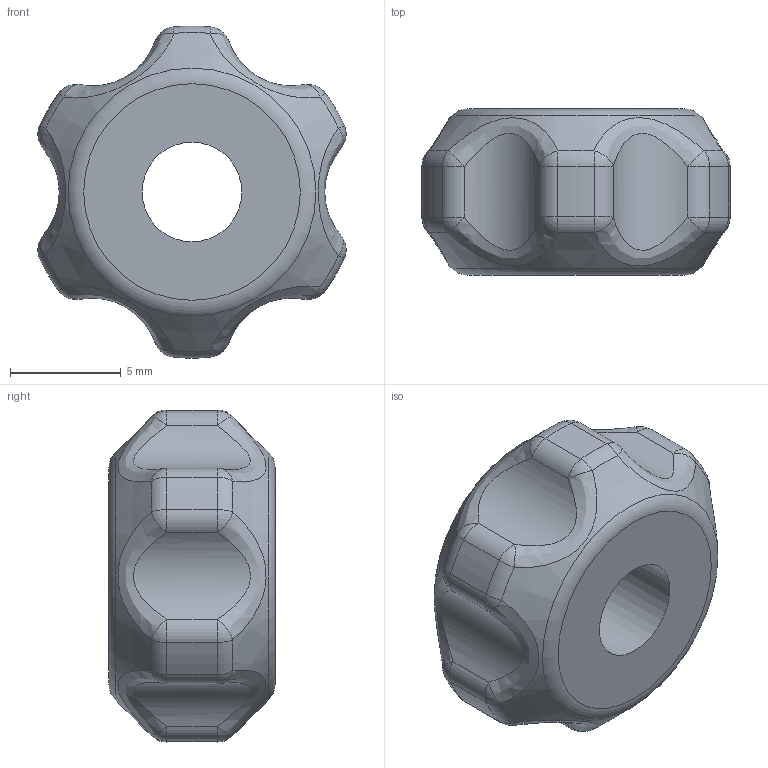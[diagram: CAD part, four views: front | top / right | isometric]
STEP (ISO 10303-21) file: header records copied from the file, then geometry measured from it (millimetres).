
FILE_DESCRIPTION(/* description */ (''),/* implementation_level */ '2;1');
FILE_NAME(/* name */ 'ScrewHead.stp',/* time_stamp */ '2023-12-27T23:13:02+01:00',/* author */ ('denni'),/* organization */ (''),/* preprocessor_version */ 'ST-DEVELOPER v19.2',/* originating_system */ 'Autodesk Inventor 2024',/* authorisation */ '');
FILE_SCHEMA (('AUTOMOTIVE_DESIGN { 1 0 10303 214 3 1 1 }'));
Length unit declared in the file: millimetre
Products named in the file (1): ScrewwHead
Bounding box: 13.91 x 7.5 x 14.99 mm (x, y, z)
Volume: 735.6 mm3; surface area: 667.2 mm2
Topology: 1 solids, 1 shells, 86 faces, 175 edges, 92 vertices
Faces by surface type: cylinder 25, sphere 24, torus 14, bspline 12, plane 9, cone 2
Full cylindrical faces by diameter (mm): 4.5 x1
Entity records: 2896 total; most frequent: CARTESIAN_POINT 1074, DIRECTION 407, ORIENTED_EDGE 350, AXIS2_PLACEMENT_3D 181, EDGE_CURVE 175, CIRCLE 106, VERTEX_POINT 92, EDGE_LOOP 89
